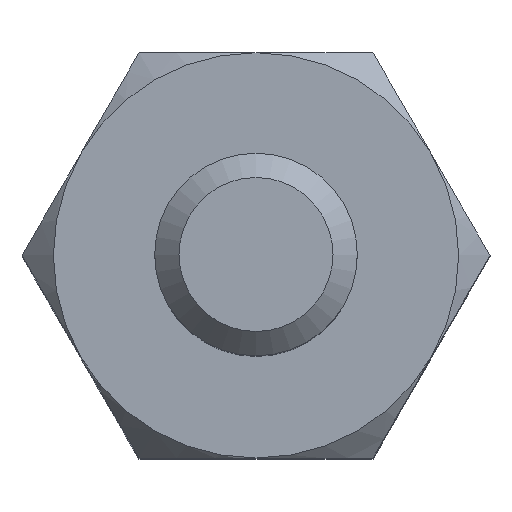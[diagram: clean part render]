
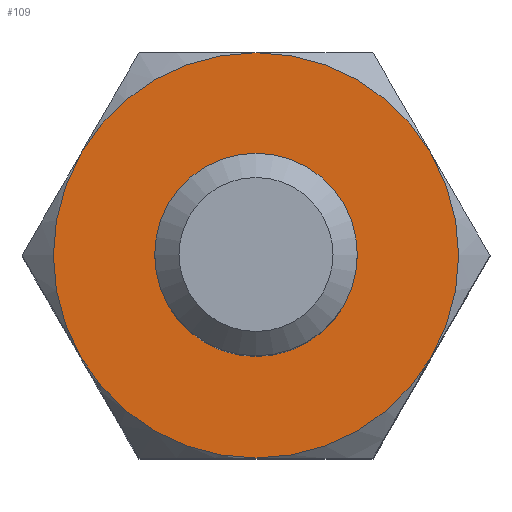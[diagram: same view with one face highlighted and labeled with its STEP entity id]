
A CAD part, top view. The second image highlights one B-rep face of the part: STEP entity #109.
In plain terms, the highlighted planar face has unit normal (0, 0, 1).
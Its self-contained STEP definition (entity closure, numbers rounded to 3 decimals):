
#109 = ADVANCED_FACE( '', ( #224, #225 ), #226, .T. );
#224 = FACE_BOUND( '', #336, .T. );
#225 = FACE_OUTER_BOUND( '', #337, .T. );
#226 = PLANE( '', #338 );
#336 = EDGE_LOOP( '', ( #553 ) );
#337 = EDGE_LOOP( '', ( #554, #555, #556, #557, #558, #559 ) );
#338 = AXIS2_PLACEMENT_3D( '', #560, #561, #562 );
#553 = ORIENTED_EDGE( '', *, *, #649, .T. );
#554 = ORIENTED_EDGE( '', *, *, #633, .F. );
#555 = ORIENTED_EDGE( '', *, *, #629, .F. );
#556 = ORIENTED_EDGE( '', *, *, #663, .F. );
#557 = ORIENTED_EDGE( '', *, *, #613, .T. );
#558 = ORIENTED_EDGE( '', *, *, #610, .F. );
#559 = ORIENTED_EDGE( '', *, *, #600, .F. );
#560 = CARTESIAN_POINT( '', ( 0., 0., 9. ) );
#561 = DIRECTION( '', ( 0., 0., 1. ) );
#562 = DIRECTION( '', ( 1., 0., 0. ) );
#600 = EDGE_CURVE( '', #680, #694, #695, .F. );
#610 = EDGE_CURVE( '', #694, #701, #711, .F. );
#613 = EDGE_CURVE( '', #714, #701, #715, .T. );
#629 = EDGE_CURVE( '', #721, #738, #739, .F. );
#633 = EDGE_CURVE( '', #738, #680, #743, .F. );
#649 = EDGE_CURVE( '', #764, #764, #765, .F. );
#663 = EDGE_CURVE( '', #714, #721, #782, .F. );
#680 = VERTEX_POINT( '', #800 );
#694 = VERTEX_POINT( '', #844 );
#695 = CIRCLE( '', #845, 2.5 );
#701 = VERTEX_POINT( '', #859 );
#711 = CIRCLE( '', #894, 2.5 );
#714 = VERTEX_POINT( '', #902 );
#715 = CIRCLE( '', #903, 2.5 );
#721 = VERTEX_POINT( '', #917 );
#738 = VERTEX_POINT( '', #973 );
#739 = CIRCLE( '', #974, 2.5 );
#743 = CIRCLE( '', #990, 2.5 );
#764 = VERTEX_POINT( '', #1021 );
#765 = CIRCLE( '', #1022, 1.1 );
#782 = CIRCLE( '', #1051, 2.5 );
#800 = CARTESIAN_POINT( '', ( 0., -2.5, 9. ) );
#844 = CARTESIAN_POINT( '', ( -2.165, -1.25, 9. ) );
#845 = AXIS2_PLACEMENT_3D( '', #1069, #1070, #1071 );
#859 = CARTESIAN_POINT( '', ( -2.165, 1.25, 9. ) );
#894 = AXIS2_PLACEMENT_3D( '', #1074, #1075, #1076 );
#902 = CARTESIAN_POINT( '', ( 0., 2.5, 9. ) );
#903 = AXIS2_PLACEMENT_3D( '', #1077, #1078, #1079 );
#917 = CARTESIAN_POINT( '', ( 2.165, 1.25, 9. ) );
#973 = CARTESIAN_POINT( '', ( 2.165, -1.25, 9. ) );
#974 = AXIS2_PLACEMENT_3D( '', #1088, #1089, #1090 );
#990 = AXIS2_PLACEMENT_3D( '', #1091, #1092, #1093 );
#1021 = CARTESIAN_POINT( '', ( 1.1, 0., 9. ) );
#1022 = AXIS2_PLACEMENT_3D( '', #1112, #1113, #1114 );
#1051 = AXIS2_PLACEMENT_3D( '', #1127, #1128, #1129 );
#1069 = CARTESIAN_POINT( '', ( 0., 0., 9. ) );
#1070 = DIRECTION( '', ( 0., 0., 1. ) );
#1071 = DIRECTION( '', ( 1., 0., 0. ) );
#1074 = CARTESIAN_POINT( '', ( 0., 0., 9. ) );
#1075 = DIRECTION( '', ( 0., 0., 1. ) );
#1076 = DIRECTION( '', ( 1., 0., 0. ) );
#1077 = CARTESIAN_POINT( '', ( 0., 0., 9. ) );
#1078 = DIRECTION( '', ( 0., 0., 1. ) );
#1079 = DIRECTION( '', ( 1., 0., 0. ) );
#1088 = CARTESIAN_POINT( '', ( 0., 0., 9. ) );
#1089 = DIRECTION( '', ( 0., 0., 1. ) );
#1090 = DIRECTION( '', ( 1., 0., 0. ) );
#1091 = CARTESIAN_POINT( '', ( 0., 0., 9. ) );
#1092 = DIRECTION( '', ( 0., 0., 1. ) );
#1093 = DIRECTION( '', ( 1., 0., 0. ) );
#1112 = CARTESIAN_POINT( '', ( 0., 0., 9. ) );
#1113 = DIRECTION( '', ( 0., 0., 1. ) );
#1114 = DIRECTION( '', ( 1., 0., 0. ) );
#1127 = CARTESIAN_POINT( '', ( 0., 0., 9. ) );
#1128 = DIRECTION( '', ( 0., 0., 1. ) );
#1129 = DIRECTION( '', ( 1., 0., 0. ) );
